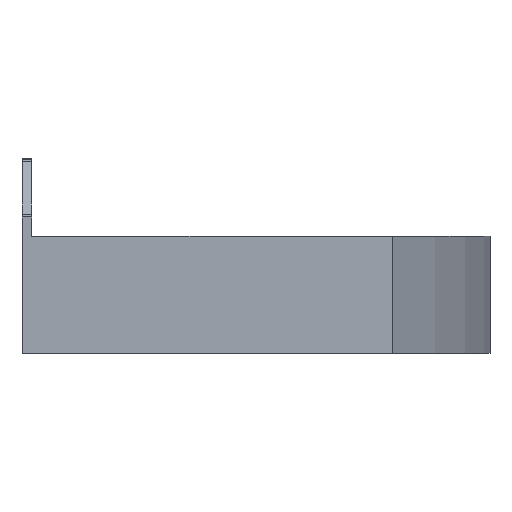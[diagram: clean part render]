
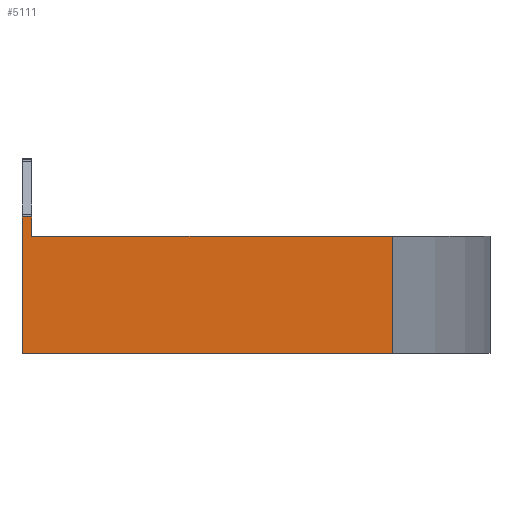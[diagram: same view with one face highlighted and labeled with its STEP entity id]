
A CAD part, front view. The second image highlights one B-rep face of the part: STEP entity #5111.
In plain terms, the highlighted planar face has unit normal (0, -1, 0).
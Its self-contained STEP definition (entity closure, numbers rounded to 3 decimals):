
#3599=CARTESIAN_POINT('POINT289',(-6.,-12.,1.));
#3600=VERTEX_POINT('VERTEX289',#3599);
#3607=CARTESIAN_POINT('POINT290',(-5.75,-12.,1.));
#3608=VERTEX_POINT('VERTEX290',#3607);
#3609=CARTESIAN_POINT('POS354',(-3.,-12.,1.));
#3610=DIRECTION('DIR540',(-1.,0.,0.));
#3611=VECTOR('VEC168',#3610,1.);
#3612=LINE('STRAIGHT168',#3609,#3611);
#3613=EDGE_CURVE('EDGE400',#3608,#3600,#3612,.T.);
#4619=CARTESIAN_POINT('POINT339',(-5.75,-12.,0.5));
#4620=VERTEX_POINT('VERTEX339',#4619);
#4621=CARTESIAN_POINT('POS458',(-5.75,-12.,1.25));
#4622=DIRECTION('DIR690',(0.,0.,1.));
#4623=VECTOR('VEC226',#4622,1.);
#4624=LINE('STRAIGHT226',#4621,#4623);
#4625=EDGE_CURVE('EDGE494',#4620,#3608,#4624,.T.);
#4724=CARTESIAN_POINT('POINT344',(-6.,-12.,-2.5));
#4725=VERTEX_POINT('VERTEX344',#4724);
#4732=CARTESIAN_POINT('POS468',(-6.,-12.,0.));
#4733=DIRECTION('DIR702',(0.,0.,-1.));
#4734=VECTOR('VEC234',#4733,1.);
#4735=LINE('STRAIGHT234',#4732,#4734);
#4736=EDGE_CURVE('EDGE506',#3600,#4725,#4735,.T.);
#5079=ORIENTED_EDGE('COEDGE1005',*,*,#3613,.T.);
#5080=ORIENTED_EDGE('COEDGE1006',*,*,#4736,.T.);
#5081=CARTESIAN_POINT('POINT361',(3.495,-12.,
   -2.5));
#5082=VERTEX_POINT('VERTEX361',#5081);
#5083=CARTESIAN_POINT('POS502',(0.,-12.,-2.5));
#5084=DIRECTION('DIR753',(-1.,0.,0.));
#5085=VECTOR('VEC251',#5084,1.);
#5086=LINE('STRAIGHT251',#5083,#5085);
#5087=EDGE_CURVE('EDGE539',#5082,#4725,#5086,.T.);
#5088=ORIENTED_EDGE('COEDGE1007',*,*,#5087,.F.);
#5089=CARTESIAN_POINT('POINT362',(3.495,-12.,
   0.5));
#5090=VERTEX_POINT('VERTEX362',#5089);
#5091=CARTESIAN_POINT('POS503',(3.495,-12.,0.5
   ));
#5092=DIRECTION('DIR754',(0.,0.,-1.));
#5093=VECTOR('VEC252',#5092,1.);
#5094=LINE('STRAIGHT252',#5091,#5093);
#5095=EDGE_CURVE('EDGE540',#5090,#5082,#5094,.T.);
#5096=ORIENTED_EDGE('COEDGE1008',*,*,#5095,.F.);
#5097=CARTESIAN_POINT('POS504',(0.625,-12.,0.5));
#5098=DIRECTION('DIR755',(-1.,0.,0.));
#5099=VECTOR('VEC253',#5098,1.);
#5100=LINE('STRAIGHT253',#5097,#5099);
#5101=EDGE_CURVE('EDGE541',#5090,#4620,#5100,.T.);
#5102=ORIENTED_EDGE('COEDGE1009',*,*,#5101,.T.);
#5103=ORIENTED_EDGE('COEDGE1010',*,*,#4625,.T.);
#5104=EDGE_LOOP('NONE',(#5079,#5080,#5088,#5096,#5102,#5103));
#5105=FACE_BOUND('LOOP1',#5104,.T.);
#5106=CARTESIAN_POINT('POS505',(0.,-12.,0.));
#5107=DIRECTION('DIR756',(0.,1.,0.));
#5108=DIRECTION('DIR757',(1.,0.,0.));
#5109=AXIS2_PLACEMENT_3D('AXIS252',#5106,#5107,#5108);
#5110=PLANE('PLANE40',#5109);
#5111=ADVANCED_FACE('FACE180',(#5105),#5110,.F.);
